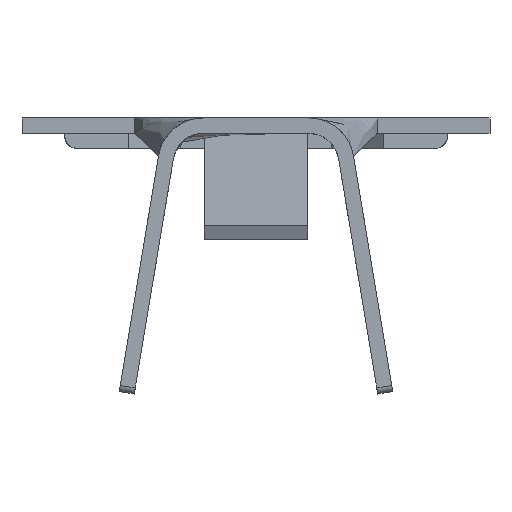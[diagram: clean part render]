
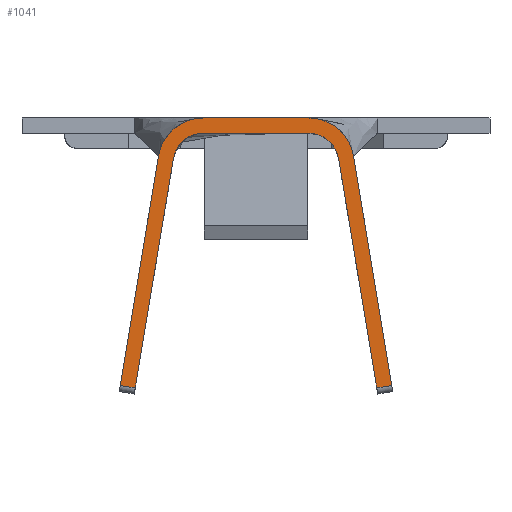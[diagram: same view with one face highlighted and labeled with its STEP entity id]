
A CAD part, front view. The second image highlights one B-rep face of the part: STEP entity #1041.
In plain terms, the highlighted free-form (B-spline) face has degree [1, 1] with [2, 2] control points.
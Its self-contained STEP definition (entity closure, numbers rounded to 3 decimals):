
#213 = VERTEX_POINT('',#214);
#214 = CARTESIAN_POINT('',(-1.87,-33.743,
    -0.231));
#219 = EDGE_CURVE('',#213,#220,#222,.T.);
#220 = VERTEX_POINT('',#221);
#221 = CARTESIAN_POINT('',(-2.737,-33.743,
    -5.43));
#222 = B_SPLINE_CURVE_WITH_KNOTS('',1,(#223,#224),.UNSPECIFIED.,.F.,.F.,
  (2,2),(-3.927,-0.1),.PIECEWISE_BEZIER_KNOTS.);
#223 = CARTESIAN_POINT('',(-1.87,-33.743,
    -0.231));
#224 = CARTESIAN_POINT('',(-2.737,-33.743,
    -5.43));
#349 = VERTEX_POINT('',#350);
#350 = CARTESIAN_POINT('',(-3.076,-33.743,
    -5.373));
#356 = EDGE_CURVE('',#357,#349,#359,.T.);
#357 = VERTEX_POINT('',#358);
#358 = CARTESIAN_POINT('',(-2.21,-33.743,
    -0.174));
#359 = B_SPLINE_CURVE_WITH_KNOTS('',1,(#360,#361),.UNSPECIFIED.,.F.,.F.,
  (2,2),(-3.927,-0.1),.PIECEWISE_BEZIER_KNOTS.);
#360 = CARTESIAN_POINT('',(-2.21,-33.743,
    -0.174));
#361 = CARTESIAN_POINT('',(-3.076,-33.743,
    -5.373));
#412 = EDGE_CURVE('',#413,#357,#415,.T.);
#413 = VERTEX_POINT('',#414);
#414 = CARTESIAN_POINT('',(-1.191,-33.743,
    0.689));
#415 = ( BOUNDED_CURVE() B_SPLINE_CURVE(2,(#416,#417,#418),
.UNSPECIFIED.,.F.,.F.) B_SPLINE_CURVE_WITH_KNOTS((3,3),(0.,1.406
),.PIECEWISE_BEZIER_KNOTS.) CURVE() GEOMETRIC_REPRESENTATION_ITEM() 
RATIONAL_B_SPLINE_CURVE((1.,0.763,1.)) REPRESENTATION_ITEM('') 
  );
#416 = CARTESIAN_POINT('',(-1.191,-33.743,
    0.689));
#417 = CARTESIAN_POINT('',(-2.066,-33.743,
    0.689));
#418 = CARTESIAN_POINT('',(-2.21,-33.743,
    -0.174));
#562 = EDGE_CURVE('',#563,#413,#565,.T.);
#563 = VERTEX_POINT('',#564);
#564 = CARTESIAN_POINT('',(1.191,-33.743,0.689
    ));
#565 = B_SPLINE_CURVE_WITH_KNOTS('',1,(#566,#567),.UNSPECIFIED.,.F.,.F.,
  (2,2),(0.,1.729),.PIECEWISE_BEZIER_KNOTS.);
#566 = CARTESIAN_POINT('',(1.191,-33.743,0.689
    ));
#567 = CARTESIAN_POINT('',(-1.191,-33.743,
    0.689));
#645 = EDGE_CURVE('',#646,#563,#648,.T.);
#646 = VERTEX_POINT('',#647);
#647 = CARTESIAN_POINT('',(2.21,-33.743,
    -0.174));
#648 = ( BOUNDED_CURVE() B_SPLINE_CURVE(2,(#649,#650,#651),
.UNSPECIFIED.,.F.,.F.) B_SPLINE_CURVE_WITH_KNOTS((3,3),(1.736,
3.142),.PIECEWISE_BEZIER_KNOTS.) CURVE() 
GEOMETRIC_REPRESENTATION_ITEM() RATIONAL_B_SPLINE_CURVE((1.,
0.763,1.)) REPRESENTATION_ITEM('') );
#649 = CARTESIAN_POINT('',(2.21,-33.743,
    -0.174));
#650 = CARTESIAN_POINT('',(2.066,-33.743,0.689
    ));
#651 = CARTESIAN_POINT('',(1.191,-33.743,0.689
    ));
#678 = EDGE_CURVE('',#679,#646,#681,.T.);
#679 = VERTEX_POINT('',#680);
#680 = CARTESIAN_POINT('',(3.076,-33.743,
    -5.373));
#681 = B_SPLINE_CURVE_WITH_KNOTS('',1,(#682,#683),.UNSPECIFIED.,.F.,.F.,
  (2,2),(0.1,3.927),.PIECEWISE_BEZIER_KNOTS.);
#682 = CARTESIAN_POINT('',(3.076,-33.743,
    -5.373));
#683 = CARTESIAN_POINT('',(2.21,-33.743,
    -0.174));
#793 = VERTEX_POINT('',#794);
#794 = CARTESIAN_POINT('',(2.737,-33.743,
    -5.43));
#800 = EDGE_CURVE('',#793,#801,#803,.T.);
#801 = VERTEX_POINT('',#802);
#802 = CARTESIAN_POINT('',(1.87,-33.743,
    -0.231));
#803 = B_SPLINE_CURVE_WITH_KNOTS('',1,(#804,#805),.UNSPECIFIED.,.F.,.F.,
  (2,2),(0.1,3.927),.PIECEWISE_BEZIER_KNOTS.);
#804 = CARTESIAN_POINT('',(2.737,-33.743,
    -5.43));
#805 = CARTESIAN_POINT('',(1.87,-33.743,
    -0.231));
#908 = VERTEX_POINT('',#909);
#909 = CARTESIAN_POINT('',(1.191,-33.743,0.344
    ));
#914 = EDGE_CURVE('',#801,#908,#915,.T.);
#915 = ( BOUNDED_CURVE() B_SPLINE_CURVE(2,(#916,#917,#918),
.UNSPECIFIED.,.F.,.F.) B_SPLINE_CURVE_WITH_KNOTS((3,3),(0.165,
1.571),.PIECEWISE_BEZIER_KNOTS.) CURVE() 
GEOMETRIC_REPRESENTATION_ITEM() RATIONAL_B_SPLINE_CURVE((1.,
0.763,1.)) REPRESENTATION_ITEM('') );
#916 = CARTESIAN_POINT('',(1.87,-33.743,
    -0.231));
#917 = CARTESIAN_POINT('',(1.774,-33.743,0.344
    ));
#918 = CARTESIAN_POINT('',(1.191,-33.743,0.344
    ));
#930 = EDGE_CURVE('',#908,#931,#933,.T.);
#931 = VERTEX_POINT('',#932);
#932 = CARTESIAN_POINT('',(-1.191,-33.743,
    0.344));
#933 = B_SPLINE_CURVE_WITH_KNOTS('',1,(#934,#935),.UNSPECIFIED.,.F.,.F.,
  (2,2),(-0.,1.729),.PIECEWISE_BEZIER_KNOTS.);
#934 = CARTESIAN_POINT('',(1.191,-33.743,0.344
    ));
#935 = CARTESIAN_POINT('',(-1.191,-33.743,
    0.344));
#1029 = EDGE_CURVE('',#931,#213,#1030,.T.);
#1030 = ( BOUNDED_CURVE() B_SPLINE_CURVE(2,(#1031,#1032,#1033),
.UNSPECIFIED.,.F.,.F.) B_SPLINE_CURVE_WITH_KNOTS((3,3),(1.571,
2.976),.PIECEWISE_BEZIER_KNOTS.) CURVE() 
GEOMETRIC_REPRESENTATION_ITEM() RATIONAL_B_SPLINE_CURVE((1.,
0.763,1.)) REPRESENTATION_ITEM('') );
#1031 = CARTESIAN_POINT('',(-1.191,-33.743,
    0.344));
#1032 = CARTESIAN_POINT('',(-1.774,-33.743,
    0.344));
#1033 = CARTESIAN_POINT('',(-1.87,-33.743,
    -0.231));
#1041 = ADVANCED_FACE('',(#1042),#1064,.T.);
#1042 = FACE_BOUND('',#1043,.T.);
#1043 = EDGE_LOOP('',(#1044,#1045,#1050,#1051,#1052,#1053,#1054,#1055,
    #1060,#1061,#1062,#1063));
#1044 = ORIENTED_EDGE('',*,*,#356,.T.);
#1045 = ORIENTED_EDGE('',*,*,#1046,.T.);
#1046 = EDGE_CURVE('',#349,#220,#1047,.T.);
#1047 = B_SPLINE_CURVE_WITH_KNOTS('',1,(#1048,#1049),.UNSPECIFIED.,.F.,
  .F.,(2,2),(-0.75,-0.5),.PIECEWISE_BEZIER_KNOTS.);
#1048 = CARTESIAN_POINT('',(-3.076,-33.743,
    -5.373));
#1049 = CARTESIAN_POINT('',(-2.737,-33.743,
    -5.43));
#1050 = ORIENTED_EDGE('',*,*,#219,.F.);
#1051 = ORIENTED_EDGE('',*,*,#1029,.F.);
#1052 = ORIENTED_EDGE('',*,*,#930,.F.);
#1053 = ORIENTED_EDGE('',*,*,#914,.F.);
#1054 = ORIENTED_EDGE('',*,*,#800,.F.);
#1055 = ORIENTED_EDGE('',*,*,#1056,.T.);
#1056 = EDGE_CURVE('',#793,#679,#1057,.T.);
#1057 = B_SPLINE_CURVE_WITH_KNOTS('',1,(#1058,#1059),.UNSPECIFIED.,.F.,
  .F.,(2,2),(2.206,2.456),.PIECEWISE_BEZIER_KNOTS.);
#1058 = CARTESIAN_POINT('',(2.737,-33.743,
    -5.43));
#1059 = CARTESIAN_POINT('',(3.076,-33.743,
    -5.373));
#1060 = ORIENTED_EDGE('',*,*,#678,.T.);
#1061 = ORIENTED_EDGE('',*,*,#645,.T.);
#1062 = ORIENTED_EDGE('',*,*,#562,.T.);
#1063 = ORIENTED_EDGE('',*,*,#412,.T.);
#1064 = B_SPLINE_SURFACE_WITH_KNOTS('',1,1,(
    (#1065,#1066)
    ,(#1067,#1068
    )),.UNSPECIFIED.,.F.,.F.,.F.,(2,2),(2,2),(-3.098,
    1.369),(-0.75,3.692),.PIECEWISE_BEZIER_KNOTS.);
#1065 = CARTESIAN_POINT('',(3.076,-33.743,
    0.689));
#1066 = CARTESIAN_POINT('',(3.076,-33.743,
    -5.43));
#1067 = CARTESIAN_POINT('',(-3.076,-33.743,
    0.689));
#1068 = CARTESIAN_POINT('',(-3.076,-33.743,
    -5.43));
